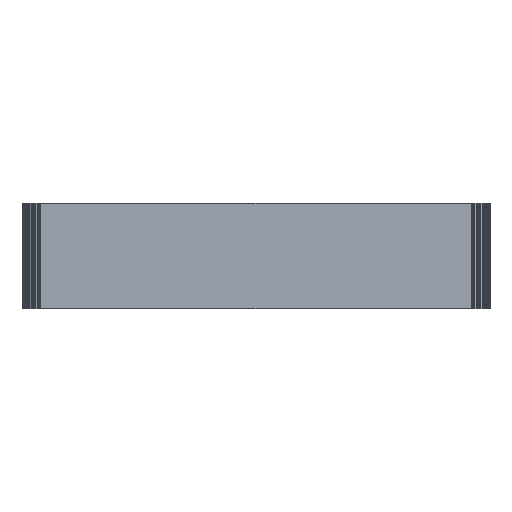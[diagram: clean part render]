
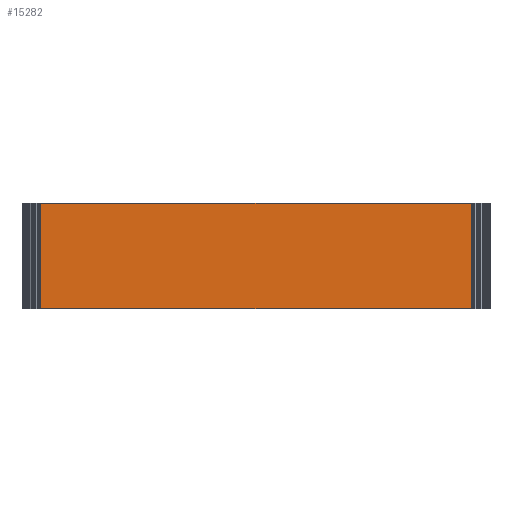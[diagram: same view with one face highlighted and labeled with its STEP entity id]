
A CAD part, front view. The second image highlights one B-rep face of the part: STEP entity #15282.
In plain terms, the highlighted free-form (B-spline) face has degree [1, 1] with [2, 2] control points.
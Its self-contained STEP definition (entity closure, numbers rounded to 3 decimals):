
#67 = B_SPLINE_SURFACE_WITH_KNOTS('',1,1,(
    (#68,#69)
    ,(#70,#71
    )),.UNSPECIFIED.,.F.,.F.,.F.,(2,2),(2,2),(-1220.472,
    1220.472),(-492.126,492.126),
  .PIECEWISE_BEZIER_KNOTS.);
#68 = CARTESIAN_POINT('',(61.,-1.013,
    14.));
#69 = CARTESIAN_POINT('',(61.,23.987,
    14.));
#70 = CARTESIAN_POINT('',(-1.,-1.013,
    14.));
#71 = CARTESIAN_POINT('',(-1.,23.987,
    14.));
#115 = B_SPLINE_SURFACE_WITH_KNOTS('',1,1,(
    (#116,#117)
    ,(#118,#119
    )),.UNSPECIFIED.,.F.,.F.,.F.,(2,2),(2,2),(-1220.472,
    1220.472),(-492.126,492.126),
  .PIECEWISE_BEZIER_KNOTS.);
#116 = CARTESIAN_POINT('',(61.,-1.013,0.));
#117 = CARTESIAN_POINT('',(61.,23.987,0.));
#118 = CARTESIAN_POINT('',(-1.,-1.013,0.));
#119 = CARTESIAN_POINT('',(-1.,23.987,0.));
#4345 = VERTEX_POINT('',#4346);
#4346 = CARTESIAN_POINT('',(58.5,-1.013,0.));
#4358 = B_SPLINE_SURFACE_WITH_KNOTS('',1,1,(
    (#4359,#4360)
    ,(#4361,#4362
    )),.UNSPECIFIED.,.F.,.F.,.F.,(2,2),(2,2),(0.,6.721),(
    -551.181,0.),.PIECEWISE_BEZIER_KNOTS.);
#4359 = CARTESIAN_POINT('',(58.671,-1.007,
    14.));
#4360 = CARTESIAN_POINT('',(58.671,-1.007,0.));
#4361 = CARTESIAN_POINT('',(58.5,-1.013,
    14.));
#4362 = CARTESIAN_POINT('',(58.5,-1.013,0.));
#4369 = EDGE_CURVE('',#4345,#4370,#4372,.T.);
#4370 = VERTEX_POINT('',#4371);
#4371 = CARTESIAN_POINT('',(1.5,-1.013,0.));
#4372 = SURFACE_CURVE('',#4373,(#4376,#4382),.PCURVE_S1.);
#4373 = B_SPLINE_CURVE_WITH_KNOTS('',1,(#4374,#4375),.UNSPECIFIED.,.F.,
  .F.,(2,2),(0.,2244.094),.PIECEWISE_BEZIER_KNOTS.);
#4374 = CARTESIAN_POINT('',(58.5,-1.013,0.));
#4375 = CARTESIAN_POINT('',(1.5,-1.013,0.));
#4376 = PCURVE('',#115,#4377);
#4377 = DEFINITIONAL_REPRESENTATION('',(#4378),#4381);
#4378 = B_SPLINE_CURVE_WITH_KNOTS('',1,(#4379,#4380),.UNSPECIFIED.,.F.,
  .F.,(2,2),(0.,2244.094),.PIECEWISE_BEZIER_KNOTS.);
#4379 = CARTESIAN_POINT('',(-1122.047,-492.126));
#4380 = CARTESIAN_POINT('',(1122.047,-492.126));
#4381 = ( GEOMETRIC_REPRESENTATION_CONTEXT(2) 
PARAMETRIC_REPRESENTATION_CONTEXT() REPRESENTATION_CONTEXT('2D SPACE',''
  ) );
#4382 = PCURVE('',#4383,#4388);
#4383 = B_SPLINE_SURFACE_WITH_KNOTS('',1,1,(
    (#4384,#4385)
    ,(#4386,#4387
    )),.UNSPECIFIED.,.F.,.F.,.F.,(2,2),(2,2),(0.,2244.094),(
    -551.181,0.),.PIECEWISE_BEZIER_KNOTS.);
#4384 = CARTESIAN_POINT('',(58.5,-1.013,
    14.));
#4385 = CARTESIAN_POINT('',(58.5,-1.013,0.));
#4386 = CARTESIAN_POINT('',(1.5,-1.013,
    14.));
#4387 = CARTESIAN_POINT('',(1.5,-1.013,0.));
#4388 = DEFINITIONAL_REPRESENTATION('',(#4389),#4392);
#4389 = B_SPLINE_CURVE_WITH_KNOTS('',1,(#4390,#4391),.UNSPECIFIED.,.F.,
  .F.,(2,2),(0.,2244.094),.PIECEWISE_BEZIER_KNOTS.);
#4390 = CARTESIAN_POINT('',(0.,0.));
#4391 = CARTESIAN_POINT('',(2244.094,0.));
#4392 = ( GEOMETRIC_REPRESENTATION_CONTEXT(2) 
PARAMETRIC_REPRESENTATION_CONTEXT() REPRESENTATION_CONTEXT('2D SPACE',''
  ) );
#4408 = B_SPLINE_SURFACE_WITH_KNOTS('',1,1,(
    (#4409,#4410)
    ,(#4411,#4412
    )),.UNSPECIFIED.,.F.,.F.,.F.,(2,2),(2,2),(0.,6.721),(
    -551.181,0.),.PIECEWISE_BEZIER_KNOTS.);
#4409 = CARTESIAN_POINT('',(1.5,-1.013,
    14.));
#4410 = CARTESIAN_POINT('',(1.5,-1.013,0.));
#4411 = CARTESIAN_POINT('',(1.329,-1.007,
    14.));
#4412 = CARTESIAN_POINT('',(1.329,-1.007,0.));
#6343 = VERTEX_POINT('',#6344);
#6344 = CARTESIAN_POINT('',(58.5,-1.013,
    14.));
#6362 = EDGE_CURVE('',#6343,#6363,#6365,.T.);
#6363 = VERTEX_POINT('',#6364);
#6364 = CARTESIAN_POINT('',(1.5,-1.013,
    14.));
#6365 = SURFACE_CURVE('',#6366,(#6369,#6375),.PCURVE_S1.);
#6366 = B_SPLINE_CURVE_WITH_KNOTS('',1,(#6367,#6368),.UNSPECIFIED.,.F.,
  .F.,(2,2),(0.,2244.094),.PIECEWISE_BEZIER_KNOTS.);
#6367 = CARTESIAN_POINT('',(58.5,-1.013,
    14.));
#6368 = CARTESIAN_POINT('',(1.5,-1.013,
    14.));
#6369 = PCURVE('',#67,#6370);
#6370 = DEFINITIONAL_REPRESENTATION('',(#6371),#6374);
#6371 = B_SPLINE_CURVE_WITH_KNOTS('',1,(#6372,#6373),.UNSPECIFIED.,.F.,
  .F.,(2,2),(0.,2244.094),.PIECEWISE_BEZIER_KNOTS.);
#6372 = CARTESIAN_POINT('',(-1122.047,-492.126));
#6373 = CARTESIAN_POINT('',(1122.047,-492.126));
#6374 = ( GEOMETRIC_REPRESENTATION_CONTEXT(2) 
PARAMETRIC_REPRESENTATION_CONTEXT() REPRESENTATION_CONTEXT('2D SPACE',''
  ) );
#6375 = PCURVE('',#4383,#6376);
#6376 = DEFINITIONAL_REPRESENTATION('',(#6377),#6380);
#6377 = B_SPLINE_CURVE_WITH_KNOTS('',1,(#6378,#6379),.UNSPECIFIED.,.F.,
  .F.,(2,2),(0.,2244.094),.PIECEWISE_BEZIER_KNOTS.);
#6378 = CARTESIAN_POINT('',(0.,-551.181));
#6379 = CARTESIAN_POINT('',(2244.094,-551.181));
#6380 = ( GEOMETRIC_REPRESENTATION_CONTEXT(2) 
PARAMETRIC_REPRESENTATION_CONTEXT() REPRESENTATION_CONTEXT('2D SPACE',''
  ) );
#15264 = EDGE_CURVE('',#4345,#6343,#15265,.T.);
#15265 = SURFACE_CURVE('',#15266,(#15269,#15275),.PCURVE_S1.);
#15266 = B_SPLINE_CURVE_WITH_KNOTS('',1,(#15267,#15268),.UNSPECIFIED.,
  .F.,.F.,(2,2),(0.,551.181),.PIECEWISE_BEZIER_KNOTS.);
#15267 = CARTESIAN_POINT('',(58.5,-1.013,0.));
#15268 = CARTESIAN_POINT('',(58.5,-1.013,
    14.));
#15269 = PCURVE('',#4358,#15270);
#15270 = DEFINITIONAL_REPRESENTATION('',(#15271),#15274);
#15271 = B_SPLINE_CURVE_WITH_KNOTS('',1,(#15272,#15273),.UNSPECIFIED.,
  .F.,.F.,(2,2),(0.,551.181),.PIECEWISE_BEZIER_KNOTS.);
#15272 = CARTESIAN_POINT('',(6.721,0.));
#15273 = CARTESIAN_POINT('',(6.721,-551.181));
#15274 = ( GEOMETRIC_REPRESENTATION_CONTEXT(2) 
PARAMETRIC_REPRESENTATION_CONTEXT() REPRESENTATION_CONTEXT('2D SPACE',''
  ) );
#15275 = PCURVE('',#4383,#15276);
#15276 = DEFINITIONAL_REPRESENTATION('',(#15277),#15280);
#15277 = B_SPLINE_CURVE_WITH_KNOTS('',1,(#15278,#15279),.UNSPECIFIED.,
  .F.,.F.,(2,2),(0.,551.181),.PIECEWISE_BEZIER_KNOTS.);
#15278 = CARTESIAN_POINT('',(0.,0.));
#15279 = CARTESIAN_POINT('',(0.,-551.181));
#15280 = ( GEOMETRIC_REPRESENTATION_CONTEXT(2) 
PARAMETRIC_REPRESENTATION_CONTEXT() REPRESENTATION_CONTEXT('2D SPACE',''
  ) );
#15282 = ADVANCED_FACE('',(#15283),#4383,.T.);
#15283 = FACE_BOUND('',#15284,.T.);
#15284 = EDGE_LOOP('',(#15285,#15286,#15287,#15305));
#15285 = ORIENTED_EDGE('',*,*,#15264,.T.);
#15286 = ORIENTED_EDGE('',*,*,#6362,.T.);
#15287 = ORIENTED_EDGE('',*,*,#15288,.F.);
#15288 = EDGE_CURVE('',#4370,#6363,#15289,.T.);
#15289 = SURFACE_CURVE('',#15290,(#15293,#15299),.PCURVE_S1.);
#15290 = B_SPLINE_CURVE_WITH_KNOTS('',1,(#15291,#15292),.UNSPECIFIED.,
  .F.,.F.,(2,2),(0.,551.181),.PIECEWISE_BEZIER_KNOTS.);
#15291 = CARTESIAN_POINT('',(1.5,-1.013,0.));
#15292 = CARTESIAN_POINT('',(1.5,-1.013,
    14.));
#15293 = PCURVE('',#4383,#15294);
#15294 = DEFINITIONAL_REPRESENTATION('',(#15295),#15298);
#15295 = B_SPLINE_CURVE_WITH_KNOTS('',1,(#15296,#15297),.UNSPECIFIED.,
  .F.,.F.,(2,2),(0.,551.181),.PIECEWISE_BEZIER_KNOTS.);
#15296 = CARTESIAN_POINT('',(2244.094,0.));
#15297 = CARTESIAN_POINT('',(2244.094,-551.181));
#15298 = ( GEOMETRIC_REPRESENTATION_CONTEXT(2) 
PARAMETRIC_REPRESENTATION_CONTEXT() REPRESENTATION_CONTEXT('2D SPACE',''
  ) );
#15299 = PCURVE('',#4408,#15300);
#15300 = DEFINITIONAL_REPRESENTATION('',(#15301),#15304);
#15301 = B_SPLINE_CURVE_WITH_KNOTS('',1,(#15302,#15303),.UNSPECIFIED.,
  .F.,.F.,(2,2),(0.,551.181),.PIECEWISE_BEZIER_KNOTS.);
#15302 = CARTESIAN_POINT('',(0.,0.));
#15303 = CARTESIAN_POINT('',(0.,-551.181));
#15304 = ( GEOMETRIC_REPRESENTATION_CONTEXT(2) 
PARAMETRIC_REPRESENTATION_CONTEXT() REPRESENTATION_CONTEXT('2D SPACE',''
  ) );
#15305 = ORIENTED_EDGE('',*,*,#4369,.F.);
